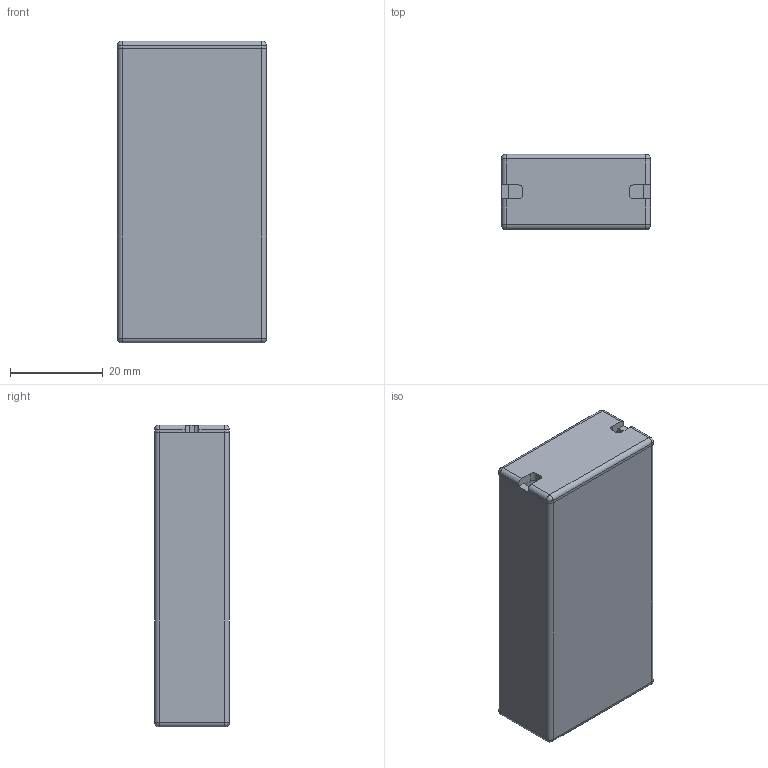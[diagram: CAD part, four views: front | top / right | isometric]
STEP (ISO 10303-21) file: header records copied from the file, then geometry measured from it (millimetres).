
FILE_DESCRIPTION(/* description */ ('STEP AP242','CAx-IF Rec.Pracs.---Representation and Presentation of Product Manufacturing Information (PMI)---4.0---2014-10-13','CAx-IF Rec.Pracs.---3D Tessellated Geometry---0.4---2014-09-14','2;1'),/* implementation_level */ '2;1');
FILE_NAME(/* name */ '683383ed11d0040a753ea460',/* time_stamp */ '2025-05-25T20:56:14Z',/* author */ (''),/* organization */ (''),/* preprocessor_version */ 'ST-DEVELOPER v20',/* originating_system */ 'ONSHAPE BY PTC INC, 1.198',/* authorisation */ ' ');
FILE_SCHEMA (('AP242_MANAGED_MODEL_BASED_3D_ENGINEERING_MIM_LF { 1 0 10303 442 1 1 4 }'));
Length unit declared in the file: metre
Products named in the file (3): Assembly 1; Main; Lid
Assembly tree (2 placements, depth 2):
  Assembly 1
    Main
    Lid
Bounding box: 32.2 x 16.2 x 65.2 mm (x, y, z)
Volume: 11198.8 mm3; surface area: 13517.6 mm2
Topology: 2 solids, 2 shells, 105 faces, 282 edges, 172 vertices
Faces by surface type: plane 75, cylinder 22, sphere 8
Entity records: 3232 total; most frequent: CARTESIAN_POINT 554, ORIENTED_EDGE 548, DIRECTION 534, EDGE_CURVE 274, LINE 230, VECTOR 230, VERTEX_POINT 172, AXIS2_PLACEMENT_3D 152
